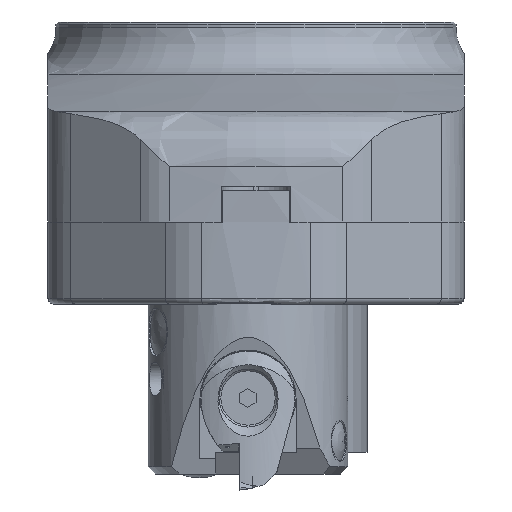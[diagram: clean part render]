
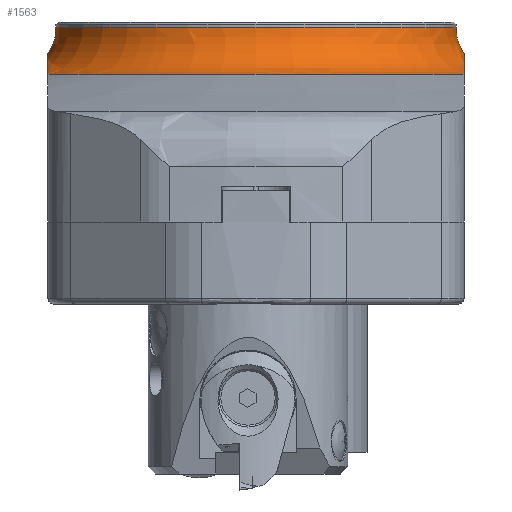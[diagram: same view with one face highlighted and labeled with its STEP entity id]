
A CAD part, left-side view. The second image highlights one B-rep face of the part: STEP entity #1563.
In plain terms, the highlighted toroidal (fillet/blend) face has major radius 62 mm and minor radius 12 mm.
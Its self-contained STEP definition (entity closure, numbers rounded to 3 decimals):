
#584=TOROIDAL_SURFACE('',#10814,62.,12.);
#606=B_SPLINE_CURVE_WITH_KNOTS('',3,(#14711,#14712,#14713,#14714,#14715,
#14716,#14717,#14718,#14719,#14720),.UNSPECIFIED.,.F.,.F.,(4,2,2,2,4),(0.,
0.25,0.5,0.75,1.),.UNSPECIFIED.);
#609=B_SPLINE_CURVE_WITH_KNOTS('',3,(#14745,#14746,#14747,#14748,#14749,
#14750,#14751,#14752,#14753,#14754),.UNSPECIFIED.,.F.,.F.,(4,2,2,2,4),(0.,
0.25,0.5,0.75,1.),.UNSPECIFIED.);
#1563=ADVANCED_FACE('',(#2454,#2455),#584,.F.);
#2454=FACE_BOUND('',#2591,.T.);
#2455=FACE_BOUND('',#2592,.T.);
#2591=EDGE_LOOP('',(#3679));
#2592=EDGE_LOOP('',(#3680,#3681,#3682,#3683));
#3243=CIRCLE('',#10809,59.505);
#3244=CIRCLE('',#10811,59.505);
#3245=CIRCLE('',#10813,50.);
#3679=ORIENTED_EDGE('',*,*,#7642,.F.);
#3680=ORIENTED_EDGE('',*,*,#7598,.F.);
#3681=ORIENTED_EDGE('',*,*,#7637,.F.);
#3682=ORIENTED_EDGE('',*,*,#7608,.F.);
#3683=ORIENTED_EDGE('',*,*,#7640,.F.);
#6593=VERTEX_POINT('',#14721);
#6594=VERTEX_POINT('',#14722);
#6601=VERTEX_POINT('',#14755);
#6602=VERTEX_POINT('',#14756);
#6623=VERTEX_POINT('',#14861);
#7598=EDGE_CURVE('',#6593,#6594,#606,.T.);
#7608=EDGE_CURVE('',#6601,#6602,#609,.T.);
#7637=EDGE_CURVE('',#6602,#6593,#3243,.T.);
#7640=EDGE_CURVE('',#6594,#6601,#3244,.T.);
#7642=EDGE_CURVE('',#6623,#6623,#3245,.T.);
#10809=AXIS2_PLACEMENT_3D('',#14844,#11916,#11917);
#10811=AXIS2_PLACEMENT_3D('',#14854,#11920,#11921);
#10813=AXIS2_PLACEMENT_3D('',#14860,#11924,#11925);
#10814=AXIS2_PLACEMENT_3D('',#14862,#11926,#11927);
#11916=DIRECTION('',(0.,0.,-1.));
#11917=DIRECTION('',(-1.,0.,0.));
#11920=DIRECTION('',(0.,0.,-1.));
#11921=DIRECTION('',(-1.,0.,0.));
#11924=DIRECTION('',(0.,0.,1.));
#11925=DIRECTION('',(-1.,0.,0.));
#11926=DIRECTION('',(0.,0.,-1.));
#11927=DIRECTION('',(-1.,0.,0.));
#14711=CARTESIAN_POINT('',(28.928,-52.,-13.02));
#14712=CARTESIAN_POINT('',(24.012,-52.,-12.512));
#14713=CARTESIAN_POINT('',(19.219,-52.,-11.35));
#14714=CARTESIAN_POINT('',(9.632,-52.,-9.039));
#14715=CARTESIAN_POINT('',(4.805,-52.,-7.895));
#14716=CARTESIAN_POINT('',(-5.096,-52.,-7.937));
#14717=CARTESIAN_POINT('',(-9.84,-52.,-9.088));
#14718=CARTESIAN_POINT('',(-19.33,-52.,-11.377));
#14719=CARTESIAN_POINT('',(-24.092,-52.,-12.521));
#14720=CARTESIAN_POINT('',(-28.928,-52.,-13.02));
#14721=CARTESIAN_POINT('',(28.928,-52.,-13.02));
#14722=CARTESIAN_POINT('',(-28.928,-52.,-13.02));
#14745=CARTESIAN_POINT('',(-28.928,52.,-13.02));
#14746=CARTESIAN_POINT('',(-24.012,52.,-12.512));
#14747=CARTESIAN_POINT('',(-19.219,52.,-11.35));
#14748=CARTESIAN_POINT('',(-9.632,52.,-9.039));
#14749=CARTESIAN_POINT('',(-4.805,52.,-7.895));
#14750=CARTESIAN_POINT('',(5.096,52.,-7.937));
#14751=CARTESIAN_POINT('',(9.84,52.,-9.088));
#14752=CARTESIAN_POINT('',(19.33,52.,-11.377));
#14753=CARTESIAN_POINT('',(24.092,52.,-12.521));
#14754=CARTESIAN_POINT('',(28.928,52.,-13.02));
#14755=CARTESIAN_POINT('',(-28.928,52.,-13.02));
#14756=CARTESIAN_POINT('',(28.928,52.,-13.02));
#14844=CARTESIAN_POINT('',(0.,0.,-13.02));
#14854=CARTESIAN_POINT('',(0.,0.,-13.02));
#14860=CARTESIAN_POINT('',(0.,0.,-1.283));
#14861=CARTESIAN_POINT('',(-50.,0.,-1.283));
#14862=CARTESIAN_POINT('',(0.,0.,-1.283));
